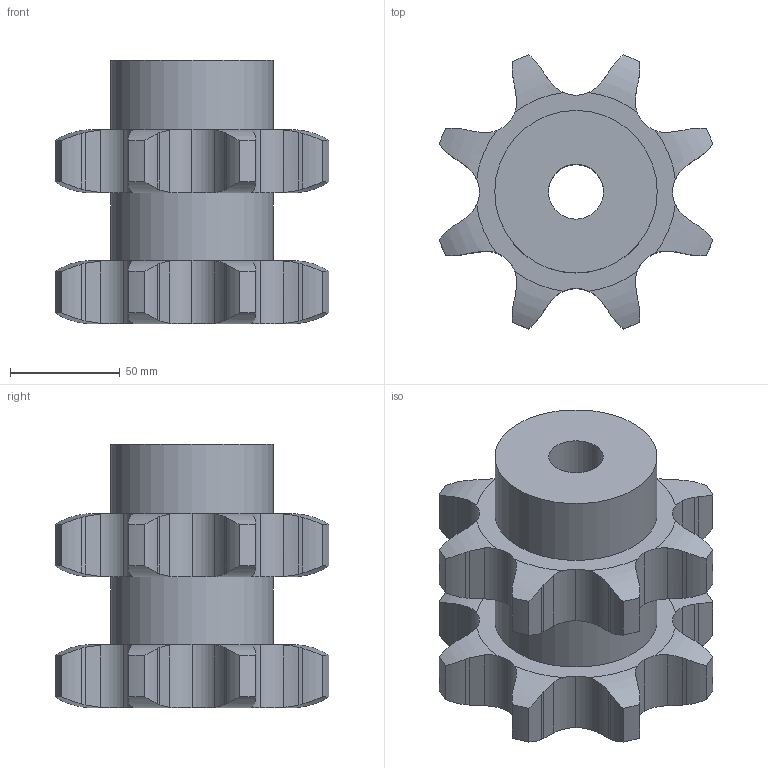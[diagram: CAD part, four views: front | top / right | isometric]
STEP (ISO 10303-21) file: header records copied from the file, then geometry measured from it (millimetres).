
FILE_DESCRIPTION(('FreeCAD Model'),'2;1');
FILE_NAME('Open CASCADE Shape Model','2021-09-04T19:00:58',('FreeCAD'),( 'FreeCAD'),'Open CASCADE STEP processor 7.4','FreeCAD','Unknown');
FILE_SCHEMA(('AUTOMOTIVE_DESIGN { 1 0 10303 214 1 1 1 1 }'));
Length unit declared in the file: millimetre
Products named in the file (1): Open CASCADE STEP translator 7.4 1
Bounding box: 124.74 x 124.74 x 120 mm (x, y, z)
Volume: 708572.4 mm3; surface area: 77424.8 mm2
Topology: 1 solids, 1 shells, 185 faces, 538 edges, 359 vertices
Faces by surface type: cylinder 115, plane 38, torus 32
Full cylindrical faces by diameter (mm): 25 x1, 74 x2
Entity records: 16549 total; most frequent: CARTESIAN_POINT 7343, DIRECTION 1279, ORIENTED_EDGE 1076, PCURVE 1076, DEFINITIONAL_REPRESENTATION 1076, B_SPLINE_CURVE_WITH_KNOTS 768, LINE 607, VECTOR 607
